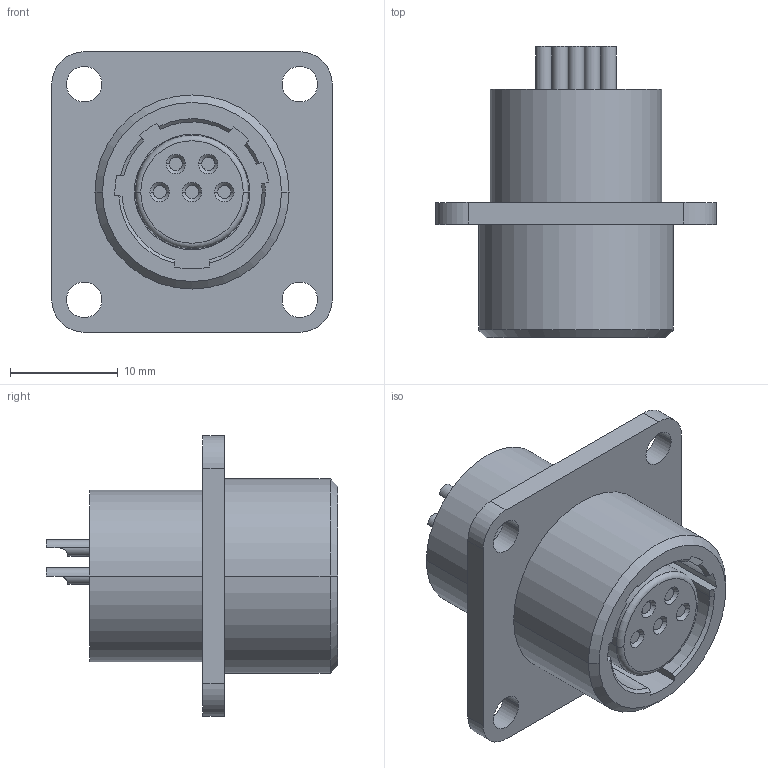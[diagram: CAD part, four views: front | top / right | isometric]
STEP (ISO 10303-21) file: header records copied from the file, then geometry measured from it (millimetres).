
FILE_DESCRIPTION(('CoCreate Modeling STEP Export'),'2;1');
FILE_NAME('JR13RK-5S.stp','2010-10-21T 9:50:27',(''),(''),'CoCreate Modeling STEP processor for AP214 (Solid Model)','CoCreate Modeling 17.0 01-Apr-2010 (C) Parametric Technology GmbH','');
FILE_SCHEMA(('AUTOMOTIVE_DESIGN { 1 0 10303 214 1 1 1 1 }'));
Length unit declared in the file: millimetre
Products named in the file (1): JR13RK-5S
Bounding box: 26 x 27 x 26 mm (x, y, z)
Volume: 5118.3 mm3; surface area: 4577.8 mm2
Topology: 1 solids, 1 shells, 166 faces, 409 edges, 263 vertices
Faces by surface type: cylinder 79, plane 64, cone 21, torus 2
Entity records: 6312 total; most frequent: CARTESIAN_POINT 2876, ORIENTED_EDGE 818, DIRECTION 573, EDGE_CURVE 409, VERTEX_POINT 263, AXIS2_PLACEMENT_3D 200, EDGE_LOOP 192, VECTOR 173
